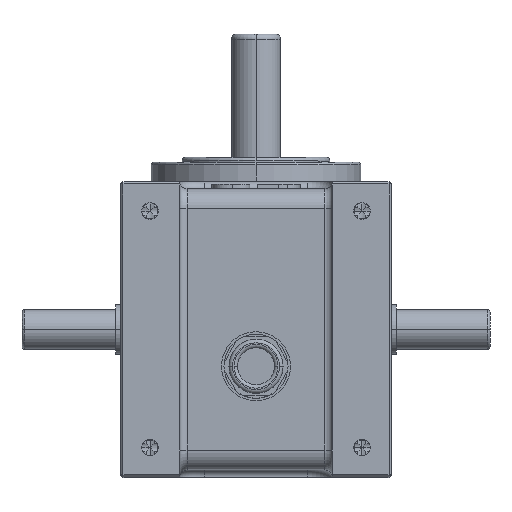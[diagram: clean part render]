
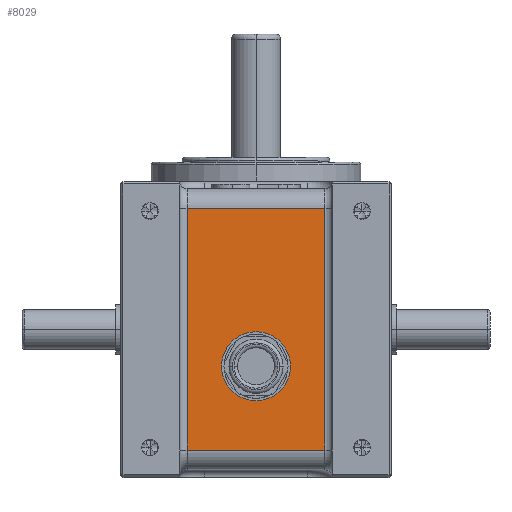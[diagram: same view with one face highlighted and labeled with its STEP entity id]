
A CAD part, top view. The second image highlights one B-rep face of the part: STEP entity #8029.
In plain terms, the highlighted planar face has unit normal (0, 0, 1).
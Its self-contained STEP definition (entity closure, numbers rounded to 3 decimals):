
#224 = CARTESIAN_POINT ( 'NONE',  ( -24., 11., -3. ) ) ;
#1015 = CARTESIAN_POINT ( 'NONE',  ( -83., 0., -3. ) ) ;
#1294 = CARTESIAN_POINT ( 'NONE',  ( -55., 45., -3. ) ) ;
#1456 = CARTESIAN_POINT ( 'NONE',  ( -27., 11., -3. ) ) ;
#1589 = DIRECTION ( 'NONE',  ( -1., 0., 0. ) ) ;
#1867 = DIRECTION ( 'NONE',  ( 0., 1., 0. ) ) ;
#2312 = EDGE_CURVE ( 'NONE', #12825, #7457, #4372, .T. ) ;
#2318 = CARTESIAN_POINT ( 'NONE',  ( -41., 45., -3. ) ) ;
#3132 = LINE ( 'NONE', #1015, #14636 ) ;
#3374 = FACE_BOUND ( 'NONE', #25762, .T. ) ;
#3543 = CARTESIAN_POINT ( 'NONE',  ( -86., 109., -3. ) ) ;
#3813 = EDGE_CURVE ( 'NONE', #4760, #11277, #6086, .T. ) ;
#4372 = LINE ( 'NONE', #224, #13316 ) ;
#4760 = VERTEX_POINT ( 'NONE', #2318 ) ;
#5438 = EDGE_CURVE ( 'NONE', #14921, #12825, #3132, .T. ) ;
#6086 = CIRCLE ( 'NONE', #25708, 14. ) ;
#6957 = CARTESIAN_POINT ( 'NONE',  ( -69., 45., -3. ) ) ;
#7425 = AXIS2_PLACEMENT_3D ( 'NONE', #1294, #15579, #7698 ) ;
#7457 = VERTEX_POINT ( 'NONE', #1456 ) ;
#7698 = DIRECTION ( 'NONE',  ( 1., 0., 0. ) ) ;
#7747 = PLANE ( 'NONE',  #19514 ) ;
#8029 = ADVANCED_FACE ( 'NONE', ( #3374, #23448 ), #7747, .T. ) ;
#8566 = VECTOR ( 'NONE', #1589, 1000. ) ;
#9131 = ORIENTED_EDGE ( 'NONE', *, *, #12873, .T. ) ;
#9520 = VERTEX_POINT ( 'NONE', #24219 ) ;
#10844 = ORIENTED_EDGE ( 'NONE', *, *, #2312, .T. ) ;
#11245 = ORIENTED_EDGE ( 'NONE', *, *, #23198, .T. ) ;
#11277 = VERTEX_POINT ( 'NONE', #6957 ) ;
#11929 = CARTESIAN_POINT ( 'NONE',  ( -27., 0., -3. ) ) ;
#12347 = CARTESIAN_POINT ( 'NONE',  ( -55., 45., -3. ) ) ;
#12599 = DIRECTION ( 'NONE',  ( 1., 0., 0. ) ) ;
#12747 = VECTOR ( 'NONE', #1867, 1000. ) ;
#12825 = VERTEX_POINT ( 'NONE', #19715 ) ;
#12873 = EDGE_CURVE ( 'NONE', #7457, #9520, #13401, .T. ) ;
#13129 = ORIENTED_EDGE ( 'NONE', *, *, #5438, .T. ) ;
#13316 = VECTOR ( 'NONE', #12599, 1000. ) ;
#13401 = LINE ( 'NONE', #11929, #12747 ) ;
#14287 = ORIENTED_EDGE ( 'NONE', *, *, #20726, .F. ) ;
#14495 = DIRECTION ( 'NONE',  ( 1., 0., 0. ) ) ;
#14636 = VECTOR ( 'NONE', #16990, 1000. ) ;
#14921 = VERTEX_POINT ( 'NONE', #25477 ) ;
#15579 = DIRECTION ( 'NONE',  ( 0., 0., 1. ) ) ;
#15844 = ORIENTED_EDGE ( 'NONE', *, *, #3813, .F. ) ;
#16990 = DIRECTION ( 'NONE',  ( 0., -1., 0. ) ) ;
#17064 = EDGE_LOOP ( 'NONE', ( #10844, #9131, #11245, #13129 ) ) ;
#17676 = DIRECTION ( 'NONE',  ( 1., 0., 0. ) ) ;
#18334 = DIRECTION ( 'NONE',  ( 0., 0., 1. ) ) ;
#19214 = CIRCLE ( 'NONE', #7425, 14. ) ;
#19514 = AXIS2_PLACEMENT_3D ( 'NONE', #25914, #23688, #17676 ) ;
#19715 = CARTESIAN_POINT ( 'NONE',  ( -83., 11., -3. ) ) ;
#20726 = EDGE_CURVE ( 'NONE', #11277, #4760, #19214, .T. ) ;
#23198 = EDGE_CURVE ( 'NONE', #9520, #14921, #25434, .T. ) ;
#23448 = FACE_OUTER_BOUND ( 'NONE', #17064, .T. ) ;
#23688 = DIRECTION ( 'NONE',  ( 0., 0., 1. ) ) ;
#24219 = CARTESIAN_POINT ( 'NONE',  ( -27., 109., -3. ) ) ;
#25434 = LINE ( 'NONE', #3543, #8566 ) ;
#25477 = CARTESIAN_POINT ( 'NONE',  ( -83., 109., -3. ) ) ;
#25708 = AXIS2_PLACEMENT_3D ( 'NONE', #12347, #18334, #14495 ) ;
#25762 = EDGE_LOOP ( 'NONE', ( #15844, #14287 ) ) ;
#25914 = CARTESIAN_POINT ( 'NONE',  ( -86., 0., -3. ) ) ;
